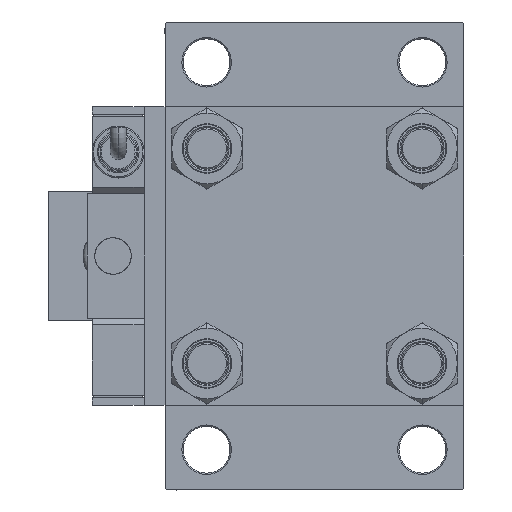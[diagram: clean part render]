
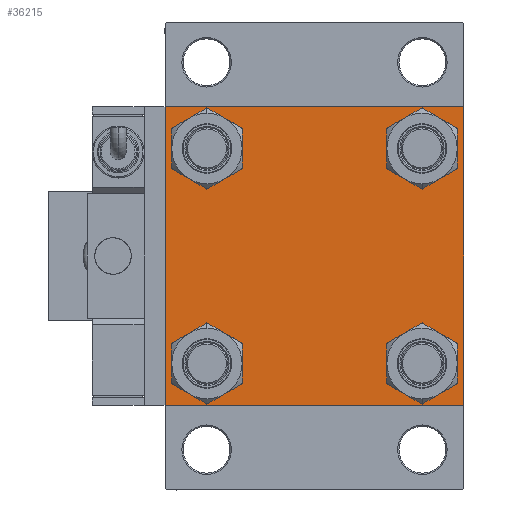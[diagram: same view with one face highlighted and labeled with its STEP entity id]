
A CAD part, left-side view. The second image highlights one B-rep face of the part: STEP entity #36215.
In plain terms, the highlighted planar face has unit normal (-1, 0, 0).
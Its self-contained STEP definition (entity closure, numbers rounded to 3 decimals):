
#279 = FACE_BOUND ( 'NONE', #5381, .T. ) ;
#336 = EDGE_LOOP ( 'NONE', ( #24727, #49599, #4827, #12139, #26118, #49667, #29262, #3273 ) ) ;
#1260 = CIRCLE ( 'NONE', #39813, 8.5 ) ;
#1407 = CARTESIAN_POINT ( 'NONE',  ( 0., 41.35, -49.85 ) ) ;
#1848 = AXIS2_PLACEMENT_3D ( 'NONE', #50544, #34536, #21606 ) ;
#1952 = CARTESIAN_POINT ( 'NONE',  ( 0., 41.35, 32.85 ) ) ;
#2711 = LINE ( 'NONE', #42264, #7836 ) ;
#2864 = AXIS2_PLACEMENT_3D ( 'NONE', #30331, #5055, #30614 ) ;
#3273 = ORIENTED_EDGE ( 'NONE', *, *, #35775, .T. ) ;
#3351 = VECTOR ( 'NONE', #45136, 1000. ) ;
#3456 = LINE ( 'NONE', #19754, #13659 ) ;
#4498 = VERTEX_POINT ( 'NONE', #4574 ) ;
#4574 = CARTESIAN_POINT ( 'NONE',  ( 0., 41.35, 49.85 ) ) ;
#4751 = VERTEX_POINT ( 'NONE', #45791 ) ;
#4827 = ORIENTED_EDGE ( 'NONE', *, *, #11586, .T. ) ;
#5055 = DIRECTION ( 'NONE',  ( 1., 0., 0. ) ) ;
#5274 = CARTESIAN_POINT ( 'NONE',  ( 0., -41.35, 41.35 ) ) ;
#5335 = DIRECTION ( 'NONE',  ( 0., 0., -1. ) ) ;
#5371 = CARTESIAN_POINT ( 'NONE',  ( 0., -57.25, -57.25 ) ) ;
#5381 = EDGE_LOOP ( 'NONE', ( #29567, #6446 ) ) ;
#6446 = ORIENTED_EDGE ( 'NONE', *, *, #23220, .T. ) ;
#7836 = VECTOR ( 'NONE', #19845, 1000. ) ;
#8174 = CIRCLE ( 'NONE', #13570, 8.5 ) ;
#8220 = EDGE_CURVE ( 'NONE', #4751, #25844, #3456, .T. ) ;
#8379 = EDGE_CURVE ( 'NONE', #45447, #21682, #8174, .T. ) ;
#8424 = EDGE_CURVE ( 'NONE', #52764, #19722, #46647, .T. ) ;
#8435 = FACE_BOUND ( 'NONE', #42071, .T. ) ;
#9036 = CARTESIAN_POINT ( 'NONE',  ( 0., 57.5, 57.5 ) ) ;
#9465 = AXIS2_PLACEMENT_3D ( 'NONE', #5274, #53247, #22396 ) ;
#9885 = AXIS2_PLACEMENT_3D ( 'NONE', #30170, #21728, #38857 ) ;
#10778 = CARTESIAN_POINT ( 'NONE',  ( 0., 41.35, -41.35 ) ) ;
#10897 = VECTOR ( 'NONE', #51965, 1000. ) ;
#10916 = VECTOR ( 'NONE', #5335, 1000. ) ;
#11175 = VERTEX_POINT ( 'NONE', #1407 ) ;
#11586 = EDGE_CURVE ( 'NONE', #22261, #30056, #2711, .T. ) ;
#12104 = FACE_BOUND ( 'NONE', #24613, .T. ) ;
#12139 = ORIENTED_EDGE ( 'NONE', *, *, #27967, .T. ) ;
#12840 = LINE ( 'NONE', #17048, #47462 ) ;
#13387 = CARTESIAN_POINT ( 'NONE',  ( 0., -57., -57.5 ) ) ;
#13570 = AXIS2_PLACEMENT_3D ( 'NONE', #29566, #16918, #42993 ) ;
#13659 = VECTOR ( 'NONE', #36882, 1000. ) ;
#14028 = AXIS2_PLACEMENT_3D ( 'NONE', #47380, #38185, #46563 ) ;
#14045 = LINE ( 'NONE', #35401, #10916 ) ;
#15202 = CARTESIAN_POINT ( 'NONE',  ( 0., -41.35, 49.85 ) ) ;
#15714 = DIRECTION ( 'NONE',  ( 1., 0., 0. ) ) ;
#15731 = EDGE_CURVE ( 'NONE', #24939, #22261, #12840, .T. ) ;
#16260 = CARTESIAN_POINT ( 'NONE',  ( 0., 41.35, 41.35 ) ) ;
#16918 = DIRECTION ( 'NONE',  ( 1., 0., 0. ) ) ;
#17048 = CARTESIAN_POINT ( 'NONE',  ( 0., 57.25, -57.25 ) ) ;
#18300 = VECTOR ( 'NONE', #43259, 1000. ) ;
#19722 = VERTEX_POINT ( 'NONE', #50995 ) ;
#19754 = CARTESIAN_POINT ( 'NONE',  ( 0., -57.5, 57.5 ) ) ;
#19845 = DIRECTION ( 'NONE',  ( 0., -1., 0. ) ) ;
#20521 = FACE_OUTER_BOUND ( 'NONE', #336, .T. ) ;
#21392 = CARTESIAN_POINT ( 'NONE',  ( 0., 57.25, 57.25 ) ) ;
#21606 = DIRECTION ( 'NONE',  ( 0., 0., 1. ) ) ;
#21682 = VERTEX_POINT ( 'NONE', #43767 ) ;
#21728 = DIRECTION ( 'NONE',  ( 1., 0., 0. ) ) ;
#21995 = AXIS2_PLACEMENT_3D ( 'NONE', #16260, #15714, #28070 ) ;
#22261 = VERTEX_POINT ( 'NONE', #44260 ) ;
#22396 = DIRECTION ( 'NONE',  ( 0., 0., 1. ) ) ;
#22995 = CARTESIAN_POINT ( 'NONE',  ( 0., 57.5, 57. ) ) ;
#23220 = EDGE_CURVE ( 'NONE', #11175, #38747, #27064, .T. ) ;
#23250 = EDGE_CURVE ( 'NONE', #28912, #24939, #14045, .T. ) ;
#23361 = VERTEX_POINT ( 'NONE', #1952 ) ;
#24613 = EDGE_LOOP ( 'NONE', ( #48564, #51722 ) ) ;
#24727 = ORIENTED_EDGE ( 'NONE', *, *, #23250, .T. ) ;
#24939 = VERTEX_POINT ( 'NONE', #49179 ) ;
#25844 = VERTEX_POINT ( 'NONE', #44002 ) ;
#26118 = ORIENTED_EDGE ( 'NONE', *, *, #8220, .F. ) ;
#26423 = CARTESIAN_POINT ( 'NONE',  ( 0., -41.35, -41.35 ) ) ;
#27064 = CIRCLE ( 'NONE', #2864, 8.5 ) ;
#27802 = EDGE_CURVE ( 'NONE', #21682, #45447, #1260, .T. ) ;
#27866 = VECTOR ( 'NONE', #47196, 1000. ) ;
#27967 = EDGE_CURVE ( 'NONE', #30056, #25844, #43812, .T. ) ;
#28070 = DIRECTION ( 'NONE',  ( 0., 0., 1. ) ) ;
#28185 = EDGE_LOOP ( 'NONE', ( #31465, #31953 ) ) ;
#28212 = CARTESIAN_POINT ( 'NONE',  ( 0., 41.35, -32.85 ) ) ;
#28322 = CARTESIAN_POINT ( 'NONE',  ( 0., -57.25, 57.25 ) ) ;
#28912 = VERTEX_POINT ( 'NONE', #22995 ) ;
#29262 = ORIENTED_EDGE ( 'NONE', *, *, #8424, .F. ) ;
#29522 = AXIS2_PLACEMENT_3D ( 'NONE', #10778, #49790, #41362 ) ;
#29566 = CARTESIAN_POINT ( 'NONE',  ( 0., -41.35, -41.35 ) ) ;
#29567 = ORIENTED_EDGE ( 'NONE', *, *, #33718, .T. ) ;
#30056 = VERTEX_POINT ( 'NONE', #13387 ) ;
#30170 = CARTESIAN_POINT ( 'NONE',  ( 0., 41.35, 41.35 ) ) ;
#30331 = CARTESIAN_POINT ( 'NONE',  ( 0., 41.35, -41.35 ) ) ;
#30614 = DIRECTION ( 'NONE',  ( 0., 0., 1. ) ) ;
#30796 = VERTEX_POINT ( 'NONE', #15202 ) ;
#31465 = ORIENTED_EDGE ( 'NONE', *, *, #8379, .T. ) ;
#31953 = ORIENTED_EDGE ( 'NONE', *, *, #27802, .T. ) ;
#32911 = EDGE_CURVE ( 'NONE', #4751, #19722, #41772, .T. ) ;
#33718 = EDGE_CURVE ( 'NONE', #38747, #11175, #45628, .T. ) ;
#33900 = CARTESIAN_POINT ( 'NONE',  ( 0., -41.35, -32.85 ) ) ;
#34536 = DIRECTION ( 'NONE',  ( -1., 0., 0. ) ) ;
#34749 = EDGE_CURVE ( 'NONE', #23361, #4498, #45704, .T. ) ;
#35401 = CARTESIAN_POINT ( 'NONE',  ( 0., 57.5, 57.5 ) ) ;
#35775 = EDGE_CURVE ( 'NONE', #52764, #28912, #51700, .T. ) ;
#36215 = ADVANCED_FACE ( 'NONE', ( #8435, #42929, #279, #12104, #20521 ), #54758, .T. ) ;
#36882 = DIRECTION ( 'NONE',  ( 0., 0., -1. ) ) ;
#38185 = DIRECTION ( 'NONE',  ( 1., 0., 0. ) ) ;
#38235 = CIRCLE ( 'NONE', #14028, 8.5 ) ;
#38747 = VERTEX_POINT ( 'NONE', #28212 ) ;
#38857 = DIRECTION ( 'NONE',  ( 0., 0., 1. ) ) ;
#39813 = AXIS2_PLACEMENT_3D ( 'NONE', #26423, #43542, #39906 ) ;
#39906 = DIRECTION ( 'NONE',  ( 0., 0., 1. ) ) ;
#41362 = DIRECTION ( 'NONE',  ( 0., 0., 1. ) ) ;
#41772 = LINE ( 'NONE', #28322, #3351 ) ;
#42071 = EDGE_LOOP ( 'NONE', ( #53802, #47172 ) ) ;
#42264 = CARTESIAN_POINT ( 'NONE',  ( 0., 57.5, -57.5 ) ) ;
#42929 = FACE_BOUND ( 'NONE', #28185, .T. ) ;
#42993 = DIRECTION ( 'NONE',  ( 0., 0., 1. ) ) ;
#43259 = DIRECTION ( 'NONE',  ( 0., -0.707, 0.707 ) ) ;
#43409 = DIRECTION ( 'NONE',  ( 0., -0.707, -0.707 ) ) ;
#43542 = DIRECTION ( 'NONE',  ( 1., 0., 0. ) ) ;
#43767 = CARTESIAN_POINT ( 'NONE',  ( 0., -41.35, -49.85 ) ) ;
#43812 = LINE ( 'NONE', #5371, #18300 ) ;
#44002 = CARTESIAN_POINT ( 'NONE',  ( 0., -57.5, -57. ) ) ;
#44260 = CARTESIAN_POINT ( 'NONE',  ( 0., 57., -57.5 ) ) ;
#45136 = DIRECTION ( 'NONE',  ( 0., 0.707, 0.707 ) ) ;
#45447 = VERTEX_POINT ( 'NONE', #33900 ) ;
#45578 = VERTEX_POINT ( 'NONE', #49072 ) ;
#45628 = CIRCLE ( 'NONE', #29522, 8.5 ) ;
#45704 = CIRCLE ( 'NONE', #9885, 8.5 ) ;
#45791 = CARTESIAN_POINT ( 'NONE',  ( 0., -57.5, 57. ) ) ;
#46563 = DIRECTION ( 'NONE',  ( 0., 0., 1. ) ) ;
#46647 = LINE ( 'NONE', #9036, #10897 ) ;
#47172 = ORIENTED_EDGE ( 'NONE', *, *, #54222, .T. ) ;
#47196 = DIRECTION ( 'NONE',  ( 0., 0.707, -0.707 ) ) ;
#47380 = CARTESIAN_POINT ( 'NONE',  ( 0., -41.35, 41.35 ) ) ;
#47462 = VECTOR ( 'NONE', #43409, 1000. ) ;
#48564 = ORIENTED_EDGE ( 'NONE', *, *, #49277, .T. ) ;
#49072 = CARTESIAN_POINT ( 'NONE',  ( 0., -41.35, 32.85 ) ) ;
#49179 = CARTESIAN_POINT ( 'NONE',  ( 0., 57.5, -57. ) ) ;
#49277 = EDGE_CURVE ( 'NONE', #4498, #23361, #55180, .T. ) ;
#49537 = EDGE_CURVE ( 'NONE', #30796, #45578, #49809, .T. ) ;
#49599 = ORIENTED_EDGE ( 'NONE', *, *, #15731, .T. ) ;
#49667 = ORIENTED_EDGE ( 'NONE', *, *, #32911, .T. ) ;
#49790 = DIRECTION ( 'NONE',  ( 1., 0., 0. ) ) ;
#49809 = CIRCLE ( 'NONE', #9465, 8.5 ) ;
#50544 = CARTESIAN_POINT ( 'NONE',  ( 0., 0., 0. ) ) ;
#50995 = CARTESIAN_POINT ( 'NONE',  ( 0., -57., 57.5 ) ) ;
#51253 = CARTESIAN_POINT ( 'NONE',  ( 0., 57., 57.5 ) ) ;
#51700 = LINE ( 'NONE', #21392, #27866 ) ;
#51722 = ORIENTED_EDGE ( 'NONE', *, *, #34749, .T. ) ;
#51965 = DIRECTION ( 'NONE',  ( 0., -1., 0. ) ) ;
#52764 = VERTEX_POINT ( 'NONE', #51253 ) ;
#53247 = DIRECTION ( 'NONE',  ( 1., 0., 0. ) ) ;
#53802 = ORIENTED_EDGE ( 'NONE', *, *, #49537, .T. ) ;
#54222 = EDGE_CURVE ( 'NONE', #45578, #30796, #38235, .T. ) ;
#54758 = PLANE ( 'NONE',  #1848 ) ;
#55180 = CIRCLE ( 'NONE', #21995, 8.5 ) ;
